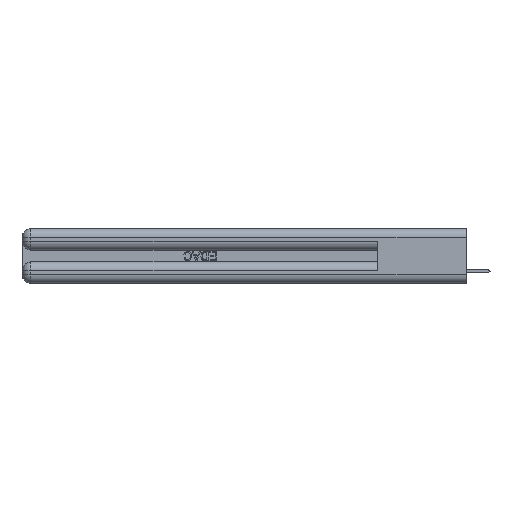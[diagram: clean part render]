
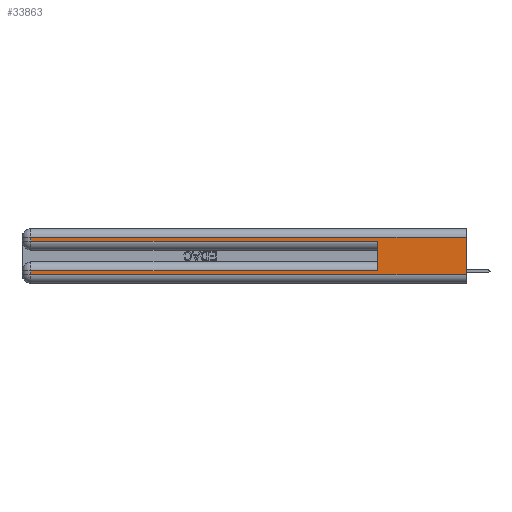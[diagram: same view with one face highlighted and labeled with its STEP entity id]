
A CAD part, left-side view. The second image highlights one B-rep face of the part: STEP entity #33863.
In plain terms, the highlighted planar face has unit normal (-1, 0, 0).
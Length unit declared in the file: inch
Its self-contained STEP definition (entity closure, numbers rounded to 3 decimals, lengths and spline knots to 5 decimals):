
#22 = EDGE_CURVE ( 'NONE', #39245, #29373, #39255, .T. ) ;
#1373 = EDGE_CURVE ( 'NONE', #40628, #17580, #15800, .T. ) ;
#1862 = VECTOR ( 'NONE', #11534, 39.37008 ) ;
#1990 = LINE ( 'NONE', #8883, #26394 ) ;
#2654 = EDGE_CURVE ( 'NONE', #20750, #29373, #10308, .T. ) ;
#3663 = DIRECTION ( 'NONE',  ( 0., 1., 0. ) ) ;
#3764 = EDGE_CURVE ( 'NONE', #25140, #40628, #33645, .T. ) ;
#3870 = DIRECTION ( 'NONE',  ( 0., 0., 1. ) ) ;
#4278 = EDGE_LOOP ( 'NONE', ( #23046, #12134, #9438, #26372, #22418, #16176, #12783, #19479 ) ) ;
#5824 = DIRECTION ( 'NONE',  ( 0., 0., -1. ) ) ;
#6928 = LINE ( 'NONE', #15790, #36853 ) ;
#8614 = DIRECTION ( 'NONE',  ( 1., 0., 0. ) ) ;
#8883 = CARTESIAN_POINT ( 'NONE',  ( 0., 2.94, 0.37 ) ) ;
#9025 = VERTEX_POINT ( 'NONE', #26523 ) ;
#9185 = CARTESIAN_POINT ( 'NONE',  ( 0., 2.94, 0.085 ) ) ;
#9438 = ORIENTED_EDGE ( 'NONE', *, *, #3764, .T. ) ;
#9637 = CARTESIAN_POINT ( 'NONE',  ( 0., 0., 0.285 ) ) ;
#9913 = VERTEX_POINT ( 'NONE', #9185 ) ;
#10062 = CARTESIAN_POINT ( 'NONE',  ( 0., 0., 0.31 ) ) ;
#10308 = LINE ( 'NONE', #36623, #36759 ) ;
#11041 = EDGE_CURVE ( 'NONE', #9025, #17580, #38529, .T. ) ;
#11534 = DIRECTION ( 'NONE',  ( 0., -1., 0. ) ) ;
#11884 = DIRECTION ( 'NONE',  ( 0., 0., -1. ) ) ;
#12134 = ORIENTED_EDGE ( 'NONE', *, *, #30867, .T. ) ;
#12243 = VECTOR ( 'NONE', #11884, 39.37008 ) ;
#12783 = ORIENTED_EDGE ( 'NONE', *, *, #26252, .T. ) ;
#14175 = VECTOR ( 'NONE', #3870, 39.37008 ) ;
#15790 = CARTESIAN_POINT ( 'NONE',  ( 0., 0., 0.31 ) ) ;
#15800 = LINE ( 'NONE', #9637, #1862 ) ;
#16151 = DIRECTION ( 'NONE',  ( 0., -1., 0. ) ) ;
#16176 = ORIENTED_EDGE ( 'NONE', *, *, #29303, .T. ) ;
#17558 = CARTESIAN_POINT ( 'NONE',  ( 0., 2.94, 0.31 ) ) ;
#17580 = VERTEX_POINT ( 'NONE', #22595 ) ;
#17599 = DIRECTION ( 'NONE',  ( 0., 0., -1. ) ) ;
#18271 = DIRECTION ( 'NONE',  ( 0., 0., -1. ) ) ;
#18533 = CARTESIAN_POINT ( 'NONE',  ( 0., 0., 0.37 ) ) ;
#19479 = ORIENTED_EDGE ( 'NONE', *, *, #22, .T. ) ;
#20750 = VERTEX_POINT ( 'NONE', #10062 ) ;
#21900 = VECTOR ( 'NONE', #16151, 39.37008 ) ;
#22376 = CARTESIAN_POINT ( 'NONE',  ( 0., 2.94, 0.06 ) ) ;
#22418 = ORIENTED_EDGE ( 'NONE', *, *, #11041, .F. ) ;
#22595 = CARTESIAN_POINT ( 'NONE',  ( 0., 0.6, 0.285 ) ) ;
#23046 = ORIENTED_EDGE ( 'NONE', *, *, #2654, .F. ) ;
#23193 = VECTOR ( 'NONE', #3663, 39.37008 ) ;
#24569 = CARTESIAN_POINT ( 'NONE',  ( 0., 0., 0.06 ) ) ;
#25140 = VERTEX_POINT ( 'NONE', #17558 ) ;
#26252 = EDGE_CURVE ( 'NONE', #9913, #39245, #1990, .T. ) ;
#26372 = ORIENTED_EDGE ( 'NONE', *, *, #1373, .T. ) ;
#26394 = VECTOR ( 'NONE', #5824, 39.37008 ) ;
#26523 = CARTESIAN_POINT ( 'NONE',  ( 0., 0.6, 0.085 ) ) ;
#26729 = FACE_OUTER_BOUND ( 'NONE', #4278, .T. ) ;
#29194 = CARTESIAN_POINT ( 'NONE',  ( 0., 2.94, 0.285 ) ) ;
#29303 = EDGE_CURVE ( 'NONE', #9025, #9913, #34140, .T. ) ;
#29333 = CARTESIAN_POINT ( 'NONE',  ( 0., 0., 0.085 ) ) ;
#29373 = VERTEX_POINT ( 'NONE', #38858 ) ;
#30867 = EDGE_CURVE ( 'NONE', #20750, #25140, #6928, .T. ) ;
#31541 = DIRECTION ( 'NONE',  ( 0., 1., 0. ) ) ;
#33645 = LINE ( 'NONE', #40424, #12243 ) ;
#33863 = ADVANCED_FACE ( 'NONE', ( #26729 ), #37298, .F. ) ;
#34140 = LINE ( 'NONE', #29333, #23193 ) ;
#34549 = AXIS2_PLACEMENT_3D ( 'NONE', #18533, #8614, #18271 ) ;
#35456 = CARTESIAN_POINT ( 'NONE',  ( 0., 0.6, 0.145 ) ) ;
#36623 = CARTESIAN_POINT ( 'NONE',  ( 0., 0., 0.37 ) ) ;
#36759 = VECTOR ( 'NONE', #17599, 39.37008 ) ;
#36853 = VECTOR ( 'NONE', #31541, 39.37008 ) ;
#37298 = PLANE ( 'NONE',  #34549 ) ;
#38529 = LINE ( 'NONE', #35456, #14175 ) ;
#38858 = CARTESIAN_POINT ( 'NONE',  ( 0., 0., 0.06 ) ) ;
#39245 = VERTEX_POINT ( 'NONE', #22376 ) ;
#39255 = LINE ( 'NONE', #24569, #21900 ) ;
#40424 = CARTESIAN_POINT ( 'NONE',  ( 0., 2.94, 0.37 ) ) ;
#40628 = VERTEX_POINT ( 'NONE', #29194 ) ;
